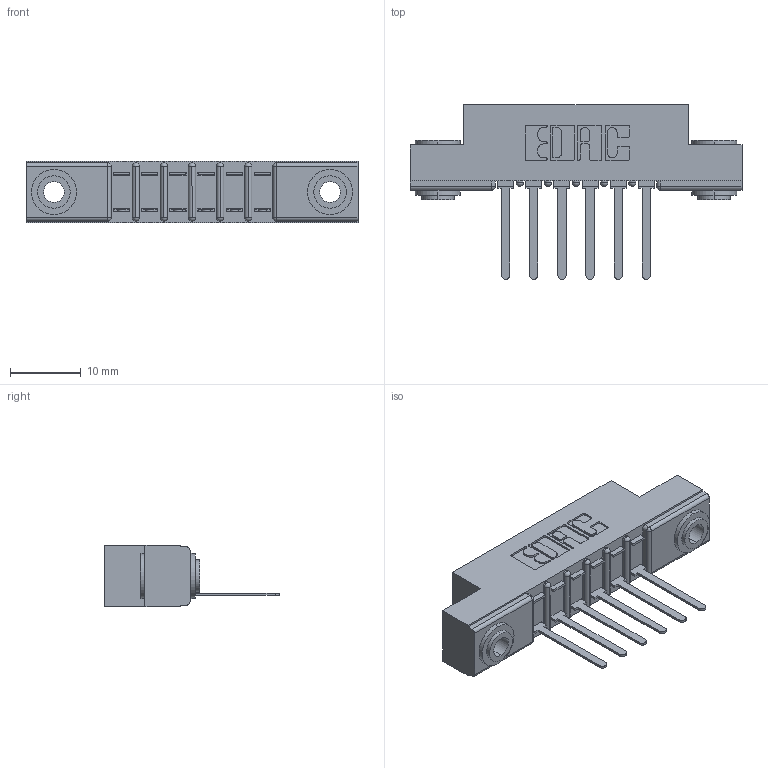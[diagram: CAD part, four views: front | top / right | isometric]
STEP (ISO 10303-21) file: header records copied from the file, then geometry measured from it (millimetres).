
FILE_DESCRIPTION (( 'STEP AP203' ), '1' );
FILE_NAME ('357-006-541-103.STEP', '2018-08-06T23:12:07', ( '' ), ( '' ), 'SwSTEP 2.0', 'SolidWorks 2016', '' );
FILE_SCHEMA (( 'CONFIG_CONTROL_DESIGN' ));
Length unit declared in the file: inch
Products named in the file (4): 307 Part_.156 Dia Mounting Holes; 307-290-002_541; 357-006-541-103; 345-250-002_345-250-002-102
Assembly tree (9 placements, depth 2):
  357-006-541-103
    307 Part_.156 Dia Mounting Holes
    307-290-002_541  x6
    345-250-002_345-250-002-102  x2
Bounding box: 46.79 x 24.59 x 8.71 mm (x, y, z)
Volume: 3098.6 mm3; surface area: 5092.4 mm2
Topology: 9 solids, 9 shells, 621 faces, 1827 edges, 1194 vertices
Faces by surface type: plane 364, cylinder 235, sphere 14, cone 8
Entity records: 11365 total; most frequent: CARTESIAN_POINT 1889, ORIENTED_EDGE 1870, DIRECTION 1867, EDGE_CURVE 935, VECTOR 691, LINE 691, VERTEX_POINT 610, AXIS2_PLACEMENT_3D 588
